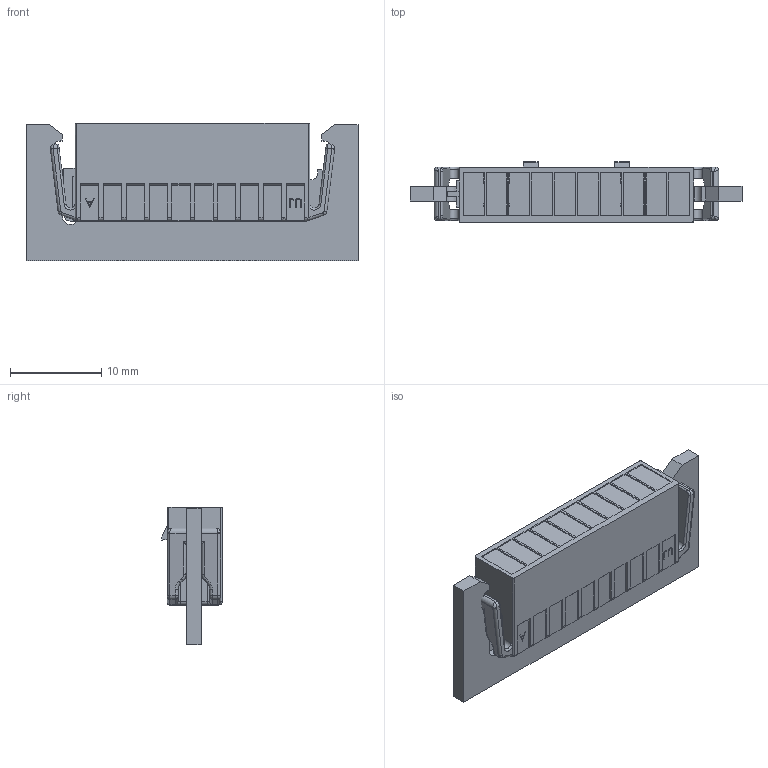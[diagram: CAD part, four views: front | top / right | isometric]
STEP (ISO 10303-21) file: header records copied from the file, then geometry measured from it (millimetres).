
FILE_DESCRIPTION((''),'2;1');
FILE_NAME('ASM0001_ASM','2023-01-04T15:52:53',('kchan'),(''),'CREO PARAMETRIC BY PTC INC, 2017380','CREO PARAMETRIC BY PTC INC, 2017380','');
FILE_SCHEMA(('CONFIG_CONTROL_DESIGN'));
Length unit declared in the file: millimetre
Products named in the file (3): C_PCB_10F; C_PCB_SLOT_10F_HSG; ASM0001_ASM
Assembly tree (2 placements, depth 2):
  ASM0001_ASM
    C_PCB_10F
    C_PCB_SLOT_10F_HSG
Bounding box: 36.34 x 6.64 x 15.05 mm (x, y, z)
Volume: 2075.7 mm3; surface area: 2343.5 mm2
Topology: 2 solids, 2 shells, 577 faces, 1502 edges, 959 vertices
Faces by surface type: plane 433, cylinder 86, bspline 25, extrusion 21, torus 12
Entity records: 19584 total; most frequent: CARTESIAN_POINT 5539, ORIENTED_EDGE 2988, DIRECTION 2691, EDGE_CURVE 1494, VECTOR 1211, LINE 1190, VERTEX_POINT 958, AXIS2_PLACEMENT_3D 740
